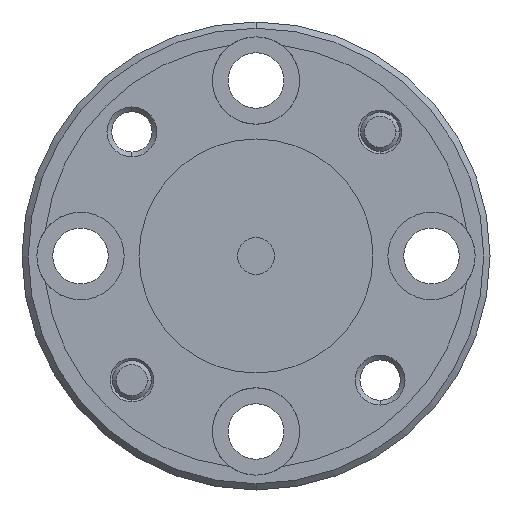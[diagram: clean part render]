
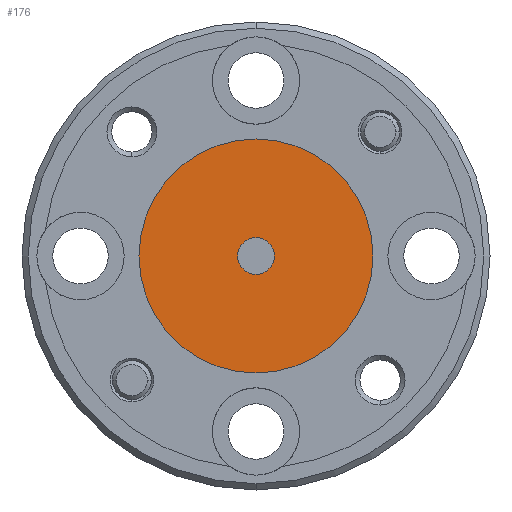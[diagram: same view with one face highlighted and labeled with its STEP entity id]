
A CAD part, front view. The second image highlights one B-rep face of the part: STEP entity #176.
In plain terms, the highlighted planar face has unit normal (0, -1, 0).
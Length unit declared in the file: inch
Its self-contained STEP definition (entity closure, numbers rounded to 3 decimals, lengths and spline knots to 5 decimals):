
#176 = ADVANCED_FACE ( 'NONE', ( #1279, #344 ), #554, .T. ) ;
#232 = VERTEX_POINT ( 'NONE', #728 ) ;
#344 = FACE_OUTER_BOUND ( 'NONE', #807, .T. ) ;
#373 = CARTESIAN_POINT ( 'NONE',  ( 0., -0.4989, 0. ) ) ;
#391 = DIRECTION ( 'NONE',  ( 0., 0., -1. ) ) ;
#411 = AXIS2_PLACEMENT_3D ( 'NONE', #1160, #1514, #1174 ) ;
#554 = PLANE ( 'NONE',  #1360 ) ;
#581 = CARTESIAN_POINT ( 'NONE',  ( 0., -0.4989, 0. ) ) ;
#594 = EDGE_CURVE ( 'NONE', #613, #2388, #1317, .T. ) ;
#613 = VERTEX_POINT ( 'NONE', #791 ) ;
#712 = EDGE_CURVE ( 'NONE', #2331, #232, #2193, .T. ) ;
#728 = CARTESIAN_POINT ( 'NONE',  ( 0., -0.4989, 0.0295 ) ) ;
#791 = CARTESIAN_POINT ( 'NONE',  ( 0., -0.4989, 0.1875 ) ) ;
#807 = EDGE_LOOP ( 'NONE', ( #1474, #1529 ) ) ;
#924 = CARTESIAN_POINT ( 'NONE',  ( 0., -0.4989, 0. ) ) ;
#1065 = ORIENTED_EDGE ( 'NONE', *, *, #1685, .T. ) ;
#1081 = AXIS2_PLACEMENT_3D ( 'NONE', #2092, #1313, #391 ) ;
#1143 = DIRECTION ( 'NONE',  ( 0., 0., -1. ) ) ;
#1160 = CARTESIAN_POINT ( 'NONE',  ( 0., -0.4989, 0. ) ) ;
#1174 = DIRECTION ( 'NONE',  ( 0., 0., 1. ) ) ;
#1279 = FACE_BOUND ( 'NONE', #1885, .T. ) ;
#1313 = DIRECTION ( 'NONE',  ( 0., -1., 0. ) ) ;
#1317 = CIRCLE ( 'NONE', #1081, 0.1875 ) ;
#1336 = DIRECTION ( 'NONE',  ( 0., 0., -1. ) ) ;
#1338 = DIRECTION ( 'NONE',  ( 0., -1., 0. ) ) ;
#1340 = DIRECTION ( 'NONE',  ( 0., 0., 1. ) ) ;
#1360 = AXIS2_PLACEMENT_3D ( 'NONE', #373, #2048, #1336 ) ;
#1371 = CARTESIAN_POINT ( 'NONE',  ( 0., -0.4989, -0.1875 ) ) ;
#1474 = ORIENTED_EDGE ( 'NONE', *, *, #1997, .T. ) ;
#1514 = DIRECTION ( 'NONE',  ( 0., 1., 0. ) ) ;
#1529 = ORIENTED_EDGE ( 'NONE', *, *, #594, .T. ) ;
#1624 = CARTESIAN_POINT ( 'NONE',  ( 0., -0.4989, -0.0295 ) ) ;
#1685 = EDGE_CURVE ( 'NONE', #232, #2331, #1766, .T. ) ;
#1766 = CIRCLE ( 'NONE', #1917, 0.0295 ) ;
#1851 = ORIENTED_EDGE ( 'NONE', *, *, #712, .T. ) ;
#1885 = EDGE_LOOP ( 'NONE', ( #1065, #1851 ) ) ;
#1893 = CIRCLE ( 'NONE', #2093, 0.1875 ) ;
#1917 = AXIS2_PLACEMENT_3D ( 'NONE', #924, #2252, #1340 ) ;
#1997 = EDGE_CURVE ( 'NONE', #2388, #613, #1893, .T. ) ;
#2048 = DIRECTION ( 'NONE',  ( 0., -1., 0. ) ) ;
#2092 = CARTESIAN_POINT ( 'NONE',  ( 0., -0.4989, 0. ) ) ;
#2093 = AXIS2_PLACEMENT_3D ( 'NONE', #581, #1338, #1143 ) ;
#2193 = CIRCLE ( 'NONE', #411, 0.0295 ) ;
#2252 = DIRECTION ( 'NONE',  ( 0., 1., 0. ) ) ;
#2331 = VERTEX_POINT ( 'NONE', #1624 ) ;
#2388 = VERTEX_POINT ( 'NONE', #1371 ) ;
